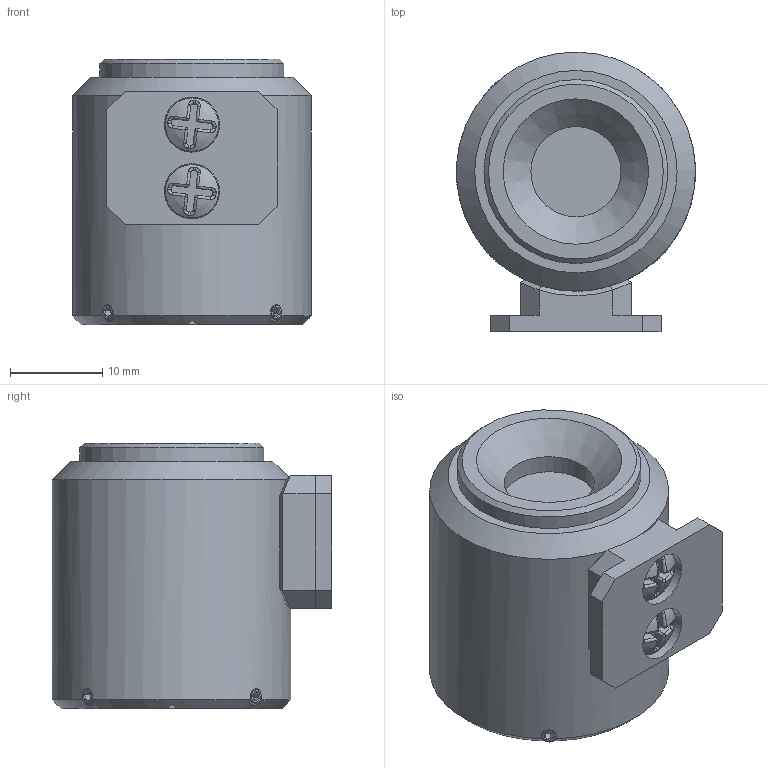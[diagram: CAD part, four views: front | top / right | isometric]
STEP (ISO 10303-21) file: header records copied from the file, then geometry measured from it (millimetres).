
FILE_DESCRIPTION(/* description */ (''),/* implementation_level */ '2;1');
FILE_NAME(/* name */ 'sam7_5_viewFinder_standard_assembly',/* time_stamp */ '2023-12-08T13:11:37-05:00',/* author */ ('George Moua'),/* organization */ ('Archive 663'),/* preprocessor_version */ 'ST-DEVELOPER v16.7',/* originating_system */ 'Solid Edge',/* authorisation */ 'Unknown');
FILE_SCHEMA (('AUTOMOTIVE_DESIGN {1 0 10303 214 3 1 1}'));
Length unit declared in the file: millimetre
Products named in the file (10): sam7_5_viewFinder; M2_setScrew_3mm; sam7_5_MFT-LM_viewFinderCollar_deathLensFisheye_-1mm; sam7_5_MFT-LM_viewFinder_120deg_rearGlassElement; sam7_5_MFT-LM_viewFinderBody_standard; sam7_5_MFT-LM_viewFinder_120deg_frontGlassElement; sam7_5_MFT-LM_viewFinder_198deg_middleGlassElement; sam7_5_MFT-LM_viewFinderColdShoe; sam7_5_MFT-LM_viewFinder_198deg_frontGlassElement; M3_panHead_6mm
Assembly tree (13 placements, depth 2):
  sam7_5_viewFinder
    M2_setScrew_3mm  x4
    sam7_5_MFT-LM_viewFinderCollar_deathLensFisheye_-1mm
    sam7_5_MFT-LM_viewFinder_120deg_rearGlassElement
    sam7_5_MFT-LM_viewFinderBody_standard
    sam7_5_MFT-LM_viewFinder_120deg_frontGlassElement
    sam7_5_MFT-LM_viewFinder_198deg_middleGlassElement
    sam7_5_MFT-LM_viewFinderColdShoe
    sam7_5_MFT-LM_viewFinder_198deg_frontGlassElement
    M3_panHead_6mm  x2
Bounding box: 25.98 x 30.4 x 28.9 mm (x, y, z)
Volume: 12876.9 mm3; surface area: 9333 mm2
Topology: 15 solids, 15 shells, 311 faces, 739 edges, 454 vertices
Faces by surface type: plane 142, cylinder 64, bspline 32, cone 29, torus 28, sphere 16
Full cylindrical faces by diameter (mm): 1.6 x4, 2.4 x2, 3 x2, 6 x4, 9.8 x2, 10.2 x1, 11 x1, 12 x1, 13 x1, 13.8 x1, 14.55 x1, 15 x1, 19.5 x1, 20 x2, 20.5 x1, 20.8 x1, 26 x1
Entity records: 10882 total; most frequent: CARTESIAN_POINT 6816, DIRECTION 766, ORIENTED_EDGE 712, EDGE_CURVE 356, AXIS2_PLACEMENT_3D 321, VERTEX_POINT 245, EDGE_LOOP 245, FACE_BOUND 245
